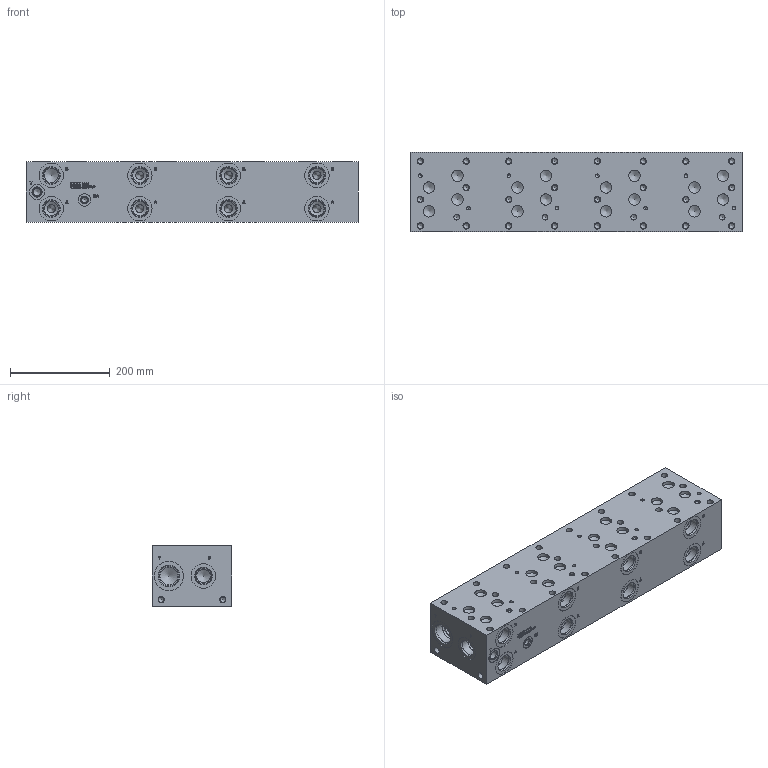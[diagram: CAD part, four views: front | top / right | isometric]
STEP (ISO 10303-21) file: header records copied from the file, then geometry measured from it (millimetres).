
FILE_DESCRIPTION(/* description */ (''),/* implementation_level */ '2;1');
FILE_NAME(/* name */ '_D08P047S_P_T_.stp',/* time_stamp */ '2021-07-13T13:29:40-04:00',/* author */ ('anthonyv'),/* organization */ (''),/* preprocessor_version */ 'ST-DEVELOPER v18.1',/* originating_system */ 'Autodesk Inventor 2021',/* authorisation */ '');
FILE_SCHEMA (('AUTOMOTIVE_DESIGN { 1 0 10303 214 3 1 1 }'));
Length unit declared in the file: millimetre
Products named in the file (1): Part_AD08P047S_3D
Bounding box: 666.75 x 158.75 x 120.65 mm (x, y, z)
Volume: 12176376.8 mm3; surface area: 508707 mm2
Topology: 1 solids, 1 shells, 974 faces, 2636 edges, 1784 vertices
Faces by surface type: plane 507, bspline 177, cylinder 162, cone 128
Full cylindrical faces by diameter (mm): 7.137 x8, 10.719 x29, 11.113 x1, 11.125 x3, 12.7 x28, 12.9 x1, 14.275 x1, 14.3 x1, 14.529 x1, 17.501 x1, 19.05 x1, 19.253 x1, 23.012 x15, 23.017 x1, 25.019 x1, 26.975 x2, 28.575 x8, 30.632 x1, 31.267 x10, 33.34 x2, 33.35 x8, 33.757 x10, 35.509 x8, 35.712 x2, 39.218 x2, 41.275 x1, 41.28 x1, 41.758 x1, 43.51 x1, 49.124 x10
Entity records: 32002 total; most frequent: CARTESIAN_POINT 7626, ORIENTED_EDGE 5132, DIRECTION 4398, EDGE_CURVE 2566, VERTEX_POINT 1784, LINE 1622, VECTOR 1622, AXIS2_PLACEMENT_3D 1388
